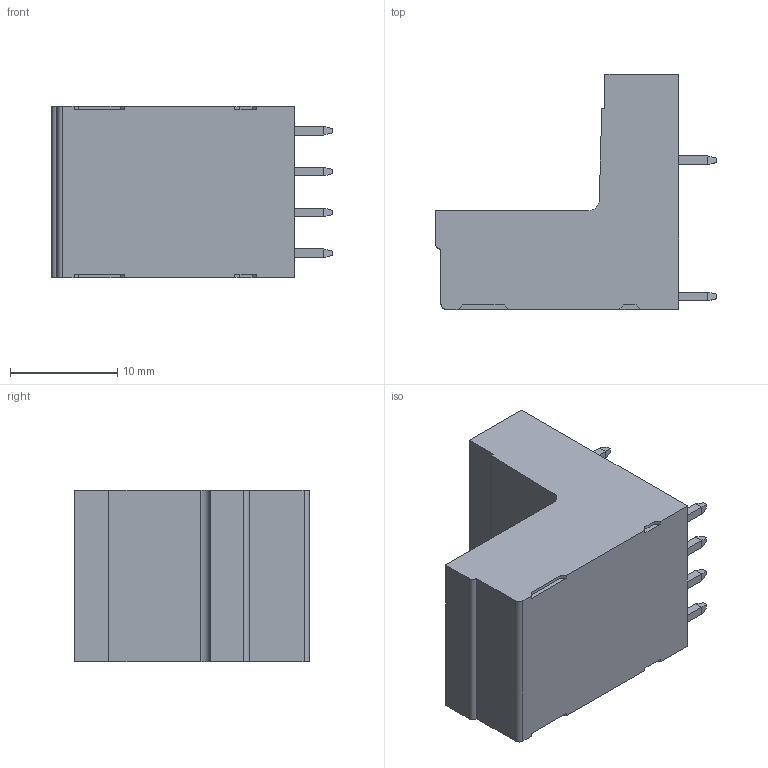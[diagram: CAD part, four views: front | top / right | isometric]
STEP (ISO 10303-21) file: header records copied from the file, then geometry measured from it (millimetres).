
FILE_DESCRIPTION((''),'2;1');
FILE_NAME('TLPHDC-105R-1','2024-09-23T15:53:56',('sheji109'),(''),'CREO PARAMETRIC BY PTC INC, 2018100','CREO PARAMETRIC BY PTC INC, 2018100','');
FILE_SCHEMA(('CONFIG_CONTROL_DESIGN'));
Length unit declared in the file: millimetre
Products named in the file (1): TLPHDC-105R-1
Bounding box: 26.2 x 21.9 x 16.03 mm (x, y, z)
Volume: 3744.9 mm3; surface area: 4289.5 mm2
Topology: 1 solids, 1 shells, 707 faces, 1928 edges, 1240 vertices
Faces by surface type: plane 576, cylinder 119, cone 8, sphere 4
Entity records: 22063 total; most frequent: CARTESIAN_POINT 4050, ORIENTED_EDGE 3848, DIRECTION 3555, EDGE_CURVE 1924, VECTOR 1625, LINE 1625, VERTEX_POINT 1240, AXIS2_PLACEMENT_3D 965
